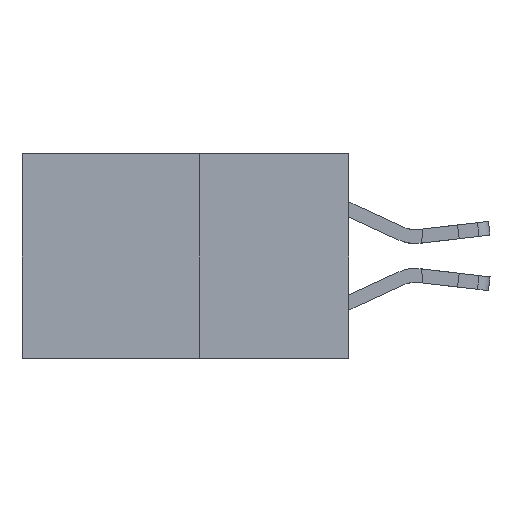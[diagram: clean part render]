
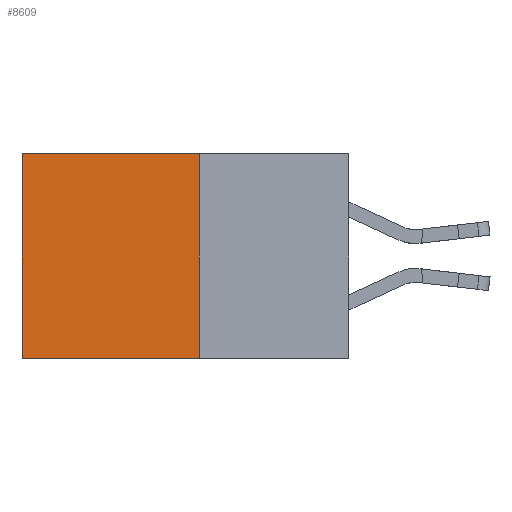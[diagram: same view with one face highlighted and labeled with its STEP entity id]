
A CAD part, left-side view. The second image highlights one B-rep face of the part: STEP entity #8609.
In plain terms, the highlighted planar face has unit normal (-1, 0, 0).
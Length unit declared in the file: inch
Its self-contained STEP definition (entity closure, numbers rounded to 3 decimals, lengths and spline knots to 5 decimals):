
#1052 = ORIENTED_EDGE ( 'NONE', *, *, #6714, .F. ) ;
#3112 = DIRECTION ( 'NONE',  ( 0., 1., 0. ) ) ;
#3174 = CARTESIAN_POINT ( 'NONE',  ( 0.277, 0.27, -0.37 ) ) ;
#3604 = LINE ( 'NONE', #18052, #8726 ) ;
#4877 = VERTEX_POINT ( 'NONE', #7798 ) ;
#5857 = PLANE ( 'NONE',  #25661 ) ;
#6714 = EDGE_CURVE ( 'NONE', #4877, #24619, #9039, .T. ) ;
#7646 = ORIENTED_EDGE ( 'NONE', *, *, #15480, .T. ) ;
#7798 = CARTESIAN_POINT ( 'NONE',  ( 0.277, 0.27, -0.37 ) ) ;
#7926 = CARTESIAN_POINT ( 'NONE',  ( 0.277, 0.27, 0. ) ) ;
#8609 = ADVANCED_FACE ( 'NONE', ( #21981 ), #5857, .F. ) ;
#8726 = VECTOR ( 'NONE', #20198, 39.37008 ) ;
#8836 = EDGE_LOOP ( 'NONE', ( #7646, #1052, #22452, #14958 ) ) ;
#9039 = LINE ( 'NONE', #3174, #25512 ) ;
#9222 = LINE ( 'NONE', #11186, #20008 ) ;
#9605 = DIRECTION ( 'NONE',  ( 0., 0., -1. ) ) ;
#11186 = CARTESIAN_POINT ( 'NONE',  ( 0.277, 0.27, 0. ) ) ;
#12456 = CARTESIAN_POINT ( 'NONE',  ( 0.277, 0.27, -0.37 ) ) ;
#13399 = DIRECTION ( 'NONE',  ( 0., 1., 0. ) ) ;
#14646 = DIRECTION ( 'NONE',  ( 0., 0., -1. ) ) ;
#14899 = EDGE_CURVE ( 'NONE', #16887, #4877, #27856, .T. ) ;
#14958 = ORIENTED_EDGE ( 'NONE', *, *, #18540, .T. ) ;
#15468 = CARTESIAN_POINT ( 'NONE',  ( 0.277, 0.59, 0. ) ) ;
#15480 = EDGE_CURVE ( 'NONE', #16552, #24619, #3604, .T. ) ;
#16552 = VERTEX_POINT ( 'NONE', #15468 ) ;
#16887 = VERTEX_POINT ( 'NONE', #7926 ) ;
#18052 = CARTESIAN_POINT ( 'NONE',  ( 0.277, 0.59, -0.37 ) ) ;
#18174 = CARTESIAN_POINT ( 'NONE',  ( 0.277, 0.27, -0.37 ) ) ;
#18540 = EDGE_CURVE ( 'NONE', #16887, #16552, #9222, .T. ) ;
#20008 = VECTOR ( 'NONE', #13399, 39.37008 ) ;
#20198 = DIRECTION ( 'NONE',  ( 0., 0., -1. ) ) ;
#21600 = VECTOR ( 'NONE', #9605, 39.37008 ) ;
#21981 = FACE_OUTER_BOUND ( 'NONE', #8836, .T. ) ;
#22452 = ORIENTED_EDGE ( 'NONE', *, *, #14899, .F. ) ;
#24619 = VERTEX_POINT ( 'NONE', #24852 ) ;
#24852 = CARTESIAN_POINT ( 'NONE',  ( 0.277, 0.59, -0.37 ) ) ;
#25512 = VECTOR ( 'NONE', #3112, 39.37008 ) ;
#25661 = AXIS2_PLACEMENT_3D ( 'NONE', #12456, #27377, #14646 ) ;
#27377 = DIRECTION ( 'NONE',  ( 1., 0., 0. ) ) ;
#27856 = LINE ( 'NONE', #18174, #21600 ) ;
